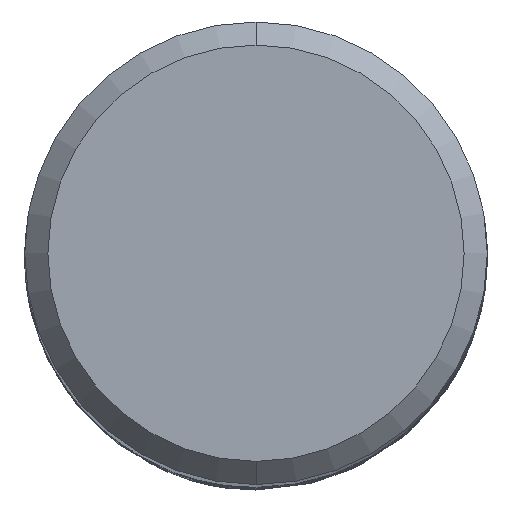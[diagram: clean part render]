
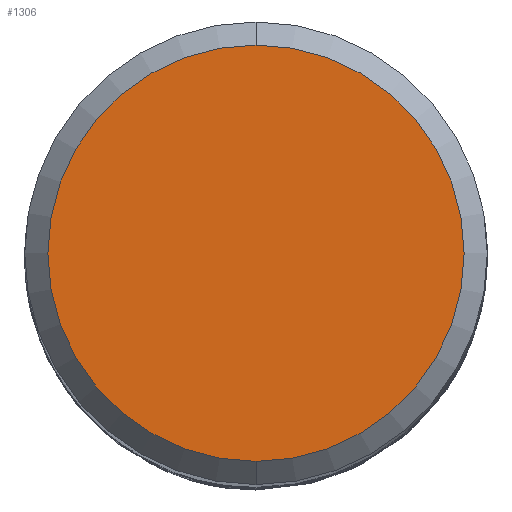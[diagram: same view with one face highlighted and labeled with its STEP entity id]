
A CAD part, top view. The second image highlights one B-rep face of the part: STEP entity #1306.
In plain terms, the highlighted planar face has unit normal (0, 0, 1).
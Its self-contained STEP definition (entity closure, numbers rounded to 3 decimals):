
#558=EDGE_CURVE('',#1562,#1334,#1616,.T.);
#1216=EDGE_CURVE('',#1334,#1562,#2329,.T.);
#1306=ADVANCED_FACE('',(#2435),#2436,.T.);
#1334=VERTEX_POINT('',#2467);
#1562=VERTEX_POINT('',#2714);
#1616=CIRCLE('',#2762,7.2);
#2329=CIRCLE('',#12594,7.2);
#2435=FACE_OUTER_BOUND('',#13656,.T.);
#2436=PLANE('',#13657);
#2467=CARTESIAN_POINT('',(0.,-7.2,0.0));
#2714=CARTESIAN_POINT('',(0.0,7.2,0.0));
#2762=AXIS2_PLACEMENT_3D('',#16007,#16008,#16009);
#12594=AXIS2_PLACEMENT_3D('',#16741,#16742,#16743);
#13656=EDGE_LOOP('',(#16958,#16959));
#13657=AXIS2_PLACEMENT_3D('',#16960,#16961,#16962);
#16007=CARTESIAN_POINT('',(0.0,0.0,0.0));
#16008=DIRECTION('',(0.0,0.0,-1.0));
#16009=DIRECTION('',(0.0,1.0,0.0));
#16741=CARTESIAN_POINT('',(0.0,0.0,0.0));
#16742=DIRECTION('',(0.0,0.0,-1.0));
#16743=DIRECTION('',(0.0,1.0,0.0));
#16958=ORIENTED_EDGE('',*,*,#558,.F.);
#16959=ORIENTED_EDGE('',*,*,#1216,.F.);
#16960=CARTESIAN_POINT('',(0.0,3.6,0.0));
#16961=DIRECTION('',(-0.0,0.0,1.0));
#16962=DIRECTION('',(0.0,-1.0,0.0));
